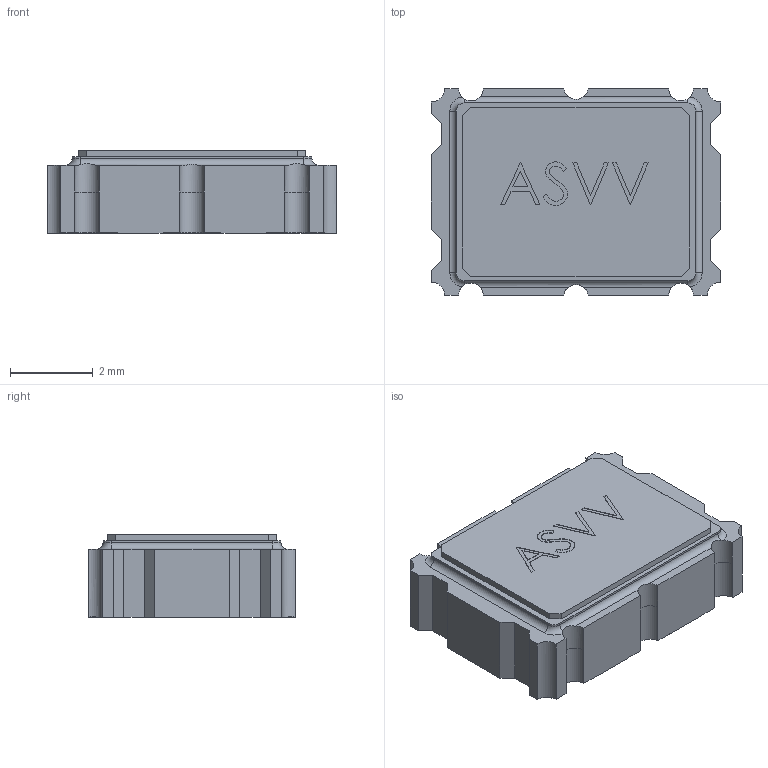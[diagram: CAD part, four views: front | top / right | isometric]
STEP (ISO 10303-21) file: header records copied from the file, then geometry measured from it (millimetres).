
FILE_DESCRIPTION(('FreeCAD Model'),'2;1');
FILE_NAME('ASVV.[solid].step', '2018-07-25T17:32:42',('kicad StepUp'),('ksu MCAD'), 'Open CASCADE STEP processor 7.2','FreeCAD','Unknown');
FILE_SCHEMA(('AUTOMOTIVE_DESIGN { 1 0 10303 214 1 1 1 1 }'));
Length unit declared in the file: millimetre
Products named in the file (1): ASVV.[solid]
Bounding box: 7 x 5 x 2 mm (x, y, z)
Volume: 63 mm3; surface area: 115.2 mm2
Topology: 1 solids, 1 shells, 147 faces, 409 edges, 270 vertices
Faces by surface type: plane 104, cylinder 24, bspline 15, torus 4
Entity records: 6368 total; most frequent: CARTESIAN_POINT 1620, ORIENTED_EDGE 818, DIRECTION 691, EDGE_CURVE 409, LINE 313, VECTOR 313, VERTEX_POINT 270, AXIS2_PLACEMENT_3D 189
